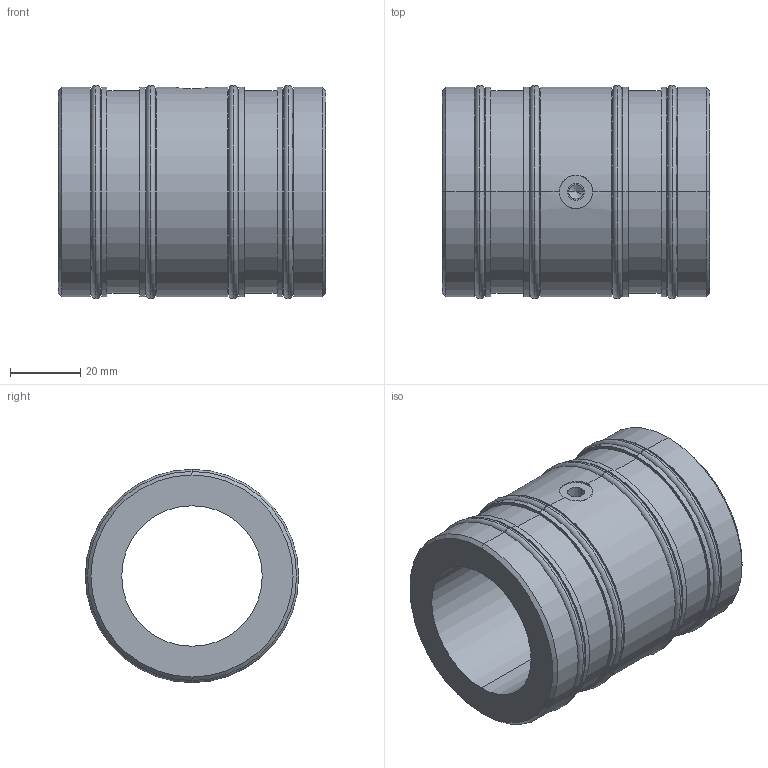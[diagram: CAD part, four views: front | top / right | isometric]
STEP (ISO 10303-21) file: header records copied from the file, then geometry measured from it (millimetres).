
FILE_DESCRIPTION (( 'STEP AP203' ), '1' );
FILE_NAME ('S304002-CM.STEP', '2020-09-09T20:11:58', ( '' ), ( '' ), 'SwSTEP 2.0', 'SolidWorks 2020', '' );
FILE_SCHEMA (( 'CONFIG_CONTROL_DESIGN' ));
Length unit declared in the file: millimetre
Products named in the file (1): S304002-CM
Bounding box: 76.2 x 60.76 x 60.76 mm (x, y, z)
Volume: 112456.9 mm3; surface area: 35943.1 mm2
Topology: 5 solids, 5 shells, 72 faces, 147 edges, 89 vertices
Faces by surface type: cylinder 34, plane 16, torus 16, cone 6
Entity records: 2060 total; most frequent: DIRECTION 391, CARTESIAN_POINT 375, ORIENTED_EDGE 290, AXIS2_PLACEMENT_3D 175, EDGE_CURVE 145, CIRCLE 102, VERTEX_POINT 89, EDGE_LOOP 88
